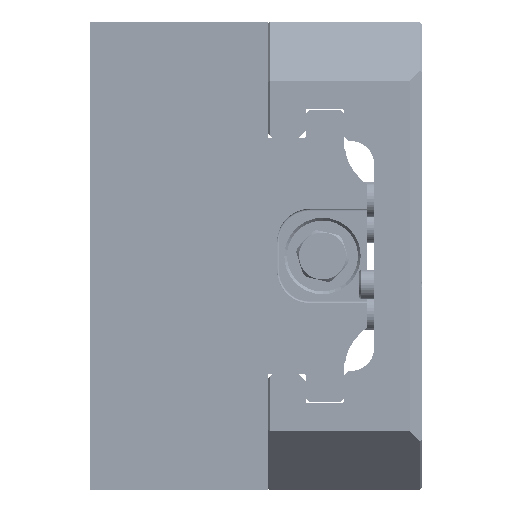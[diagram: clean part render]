
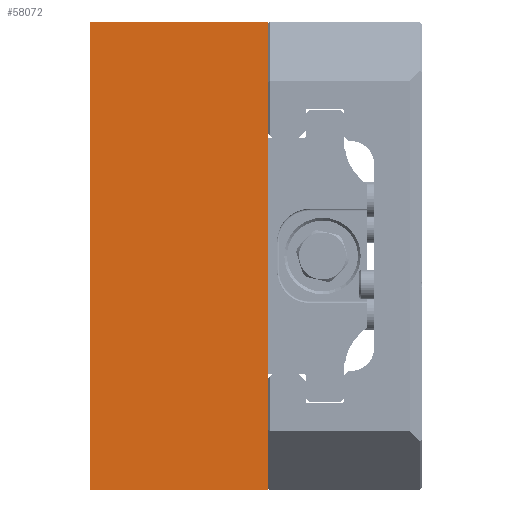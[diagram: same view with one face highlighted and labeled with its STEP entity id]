
A CAD part, left-side view. The second image highlights one B-rep face of the part: STEP entity #58072.
In plain terms, the highlighted planar face has unit normal (-1, 0, 0).
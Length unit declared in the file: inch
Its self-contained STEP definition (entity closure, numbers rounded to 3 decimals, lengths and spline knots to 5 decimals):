
#7675 = DIRECTION ( 'NONE',  ( 0., -1., 0. ) ) ;
#22809 = DIRECTION ( 'NONE',  ( 0., 0., -1. ) ) ;
#33133 = CARTESIAN_POINT ( 'NONE',  ( 0., 0., 2.475 ) ) ;
#46899 = EDGE_CURVE ( 'NONE', #103921, #142462, #51463, .T. ) ;
#51463 = LINE ( 'NONE', #171018, #86075 ) ;
#53721 = CARTESIAN_POINT ( 'NONE',  ( 0., 0., 2.475 ) ) ;
#58072 = ADVANCED_FACE ( 'NONE', ( #158775 ), #76739, .F. ) ;
#60755 = ORIENTED_EDGE ( 'NONE', *, *, #46899, .T. ) ;
#61254 = DIRECTION ( 'NONE',  ( 1., 0., 0. ) ) ;
#61889 = CARTESIAN_POINT ( 'NONE',  ( 0., 1.875, 2.475 ) ) ;
#63500 = VERTEX_POINT ( 'NONE', #93472 ) ;
#64732 = LINE ( 'NONE', #90600, #104050 ) ;
#73657 = CARTESIAN_POINT ( 'NONE',  ( 0., 1.875, 2.475 ) ) ;
#76739 = PLANE ( 'NONE',  #103100 ) ;
#83634 = ORIENTED_EDGE ( 'NONE', *, *, #108285, .F. ) ;
#86075 = VECTOR ( 'NONE', #7675, 39.37008 ) ;
#90600 = CARTESIAN_POINT ( 'NONE',  ( 0., 1.875, 2.475 ) ) ;
#91606 = DIRECTION ( 'NONE',  ( 0., 1., 0. ) ) ;
#93472 = CARTESIAN_POINT ( 'NONE',  ( 0., 1.875, 2.475 ) ) ;
#99930 = LINE ( 'NONE', #53721, #178442 ) ;
#103100 = AXIS2_PLACEMENT_3D ( 'NONE', #61889, #61254, #91606 ) ;
#103921 = VERTEX_POINT ( 'NONE', #162181 ) ;
#104050 = VECTOR ( 'NONE', #178997, 39.37008 ) ;
#108285 = EDGE_CURVE ( 'NONE', #134130, #142462, #99930, .T. ) ;
#128976 = EDGE_CURVE ( 'NONE', #63500, #103921, #64732, .T. ) ;
#131199 = DIRECTION ( 'NONE',  ( 0., -1., 0. ) ) ;
#131582 = CARTESIAN_POINT ( 'NONE',  ( 0., 0., -2.475 ) ) ;
#134130 = VERTEX_POINT ( 'NONE', #33133 ) ;
#142462 = VERTEX_POINT ( 'NONE', #131582 ) ;
#145041 = VECTOR ( 'NONE', #131199, 39.37008 ) ;
#151220 = EDGE_LOOP ( 'NONE', ( #60755, #83634, #156138, #183467 ) ) ;
#156138 = ORIENTED_EDGE ( 'NONE', *, *, #159607, .F. ) ;
#158775 = FACE_OUTER_BOUND ( 'NONE', #151220, .T. ) ;
#159607 = EDGE_CURVE ( 'NONE', #63500, #134130, #179606, .T. ) ;
#162181 = CARTESIAN_POINT ( 'NONE',  ( 0., 1.875, -2.475 ) ) ;
#171018 = CARTESIAN_POINT ( 'NONE',  ( 0., 1.875, -2.475 ) ) ;
#178442 = VECTOR ( 'NONE', #22809, 39.37008 ) ;
#178997 = DIRECTION ( 'NONE',  ( 0., 0., -1. ) ) ;
#179606 = LINE ( 'NONE', #73657, #145041 ) ;
#183467 = ORIENTED_EDGE ( 'NONE', *, *, #128976, .T. ) ;
